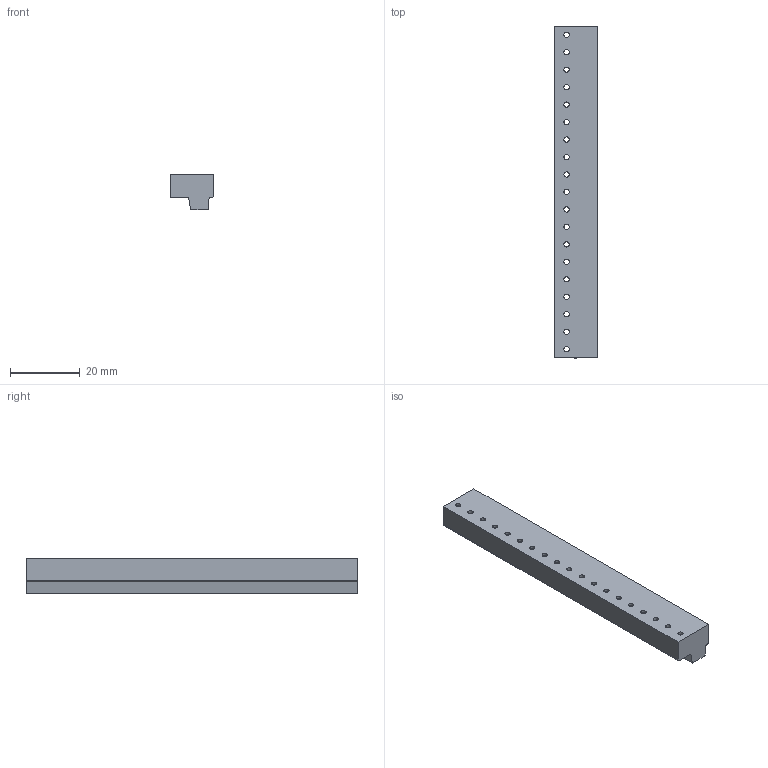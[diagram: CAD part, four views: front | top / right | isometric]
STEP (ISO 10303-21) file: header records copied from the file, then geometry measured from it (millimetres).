
FILE_DESCRIPTION((''),'2;1');
FILE_NAME('TL222T-XXP','2024-12-09T08:50:22',('sheji'),(''),'CREO PARAMETRIC BY PTC INC, 2018100','CREO PARAMETRIC BY PTC INC, 2018100','');
FILE_SCHEMA(('CONFIG_CONTROL_DESIGN'));
Length unit declared in the file: millimetre
Products named in the file (1): TL222T-XXP
Bounding box: 12.4 x 95 x 10.3 mm (x, y, z)
Volume: 8290.1 mm3; surface area: 6933.6 mm2
Topology: 1 solids, 1 shells, 1040 faces, 2772 edges, 1810 vertices
Faces by surface type: plane 865, cylinder 175
Entity records: 32044 total; most frequent: CARTESIAN_POINT 5622, ORIENTED_EDGE 5544, DIRECTION 5278, EDGE_CURVE 2772, VECTOR 2346, LINE 2346, VERTEX_POINT 1810, AXIS2_PLACEMENT_3D 1466
